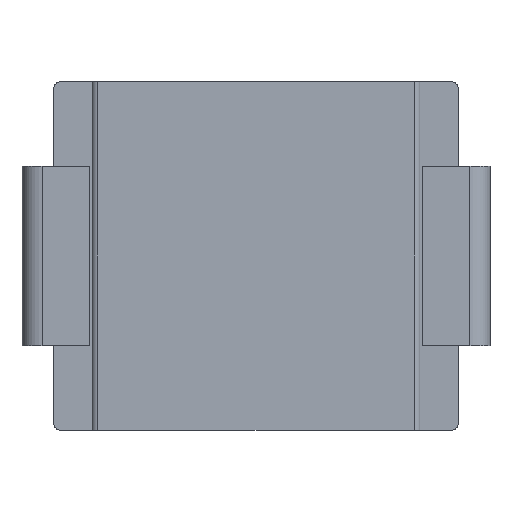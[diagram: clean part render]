
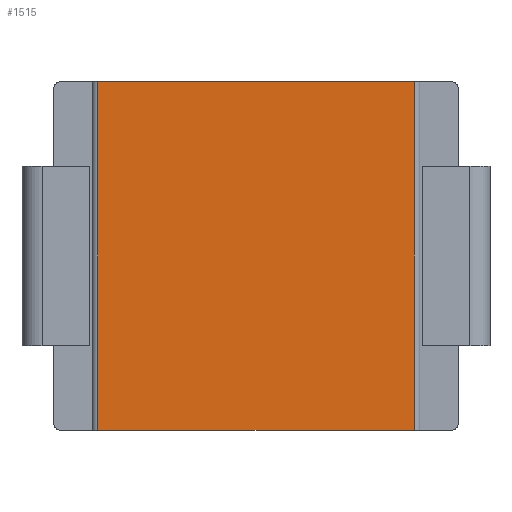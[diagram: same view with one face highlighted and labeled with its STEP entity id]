
A CAD part, front view. The second image highlights one B-rep face of the part: STEP entity #1515.
In plain terms, the highlighted planar face has unit normal (0, -1, 0).
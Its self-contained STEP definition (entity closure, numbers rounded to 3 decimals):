
#1196 = CARTESIAN_POINT ( 'NONE',  ( 2.683, 0.05, -2.953 ) ) ;
#1197 = VERTEX_POINT ( 'NONE', #1196 ) ;
#1205 = CARTESIAN_POINT ( 'NONE',  ( -2.683, 0.05, -2.953 ) ) ;
#1206 = VERTEX_POINT ( 'NONE', #1205 ) ;
#1207 = CARTESIAN_POINT ( 'NONE',  ( 2.78, 0.05, -2.953 ) ) ;
#1208 = DIRECTION ( 'NONE',  ( -1., 0., 0. ) ) ;
#1209 = VECTOR ( 'NONE', #1208, 1000. ) ;
#1210 = LINE ( 'NONE', #1207, #1209 ) ;
#1211 = EDGE_CURVE ( 'NONE', #1197, #1206, #1210, .T. ) ;
#1316 = CARTESIAN_POINT ( 'NONE',  ( 2.683, 0.05, 2.953 ) ) ;
#1317 = VERTEX_POINT ( 'NONE', #1316 ) ;
#1318 = CARTESIAN_POINT ( 'NONE',  ( -2.683, 0.05, 2.953 ) ) ;
#1319 = VERTEX_POINT ( 'NONE', #1318 ) ;
#1320 = CARTESIAN_POINT ( 'NONE',  ( 2.78, 0.05, 2.953 ) ) ;
#1321 = DIRECTION ( 'NONE',  ( -1., 0., 0. ) ) ;
#1322 = VECTOR ( 'NONE', #1321, 1000. ) ;
#1323 = LINE ( 'NONE', #1320, #1322 ) ;
#1324 = EDGE_CURVE ( 'NONE', #1317, #1319, #1323, .T. ) ;
#1494 = ORIENTED_EDGE ( 'NONE', *, *, #1211, .F. ) ;
#1495 = CARTESIAN_POINT ( 'NONE',  ( 2.683, 0.05, -2.953 ) ) ;
#1496 = DIRECTION ( 'NONE',  ( 0., 0., 1. ) ) ;
#1497 = VECTOR ( 'NONE', #1496, 1000. ) ;
#1498 = LINE ( 'NONE', #1495, #1497 ) ;
#1499 = EDGE_CURVE ( 'NONE', #1197, #1317, #1498, .T. ) ;
#1500 = ORIENTED_EDGE ( 'NONE', *, *, #1499, .T. ) ;
#1501 = ORIENTED_EDGE ( 'NONE', *, *, #1324, .T. ) ;
#1502 = CARTESIAN_POINT ( 'NONE',  ( -2.683, 0.05, -2.953 ) ) ;
#1503 = DIRECTION ( 'NONE',  ( 0., 0., -1. ) ) ;
#1504 = VECTOR ( 'NONE', #1503, 1000. ) ;
#1505 = LINE ( 'NONE', #1502, #1504 ) ;
#1506 = EDGE_CURVE ( 'NONE', #1319, #1206, #1505, .T. ) ;
#1507 = ORIENTED_EDGE ( 'NONE', *, *, #1506, .T. ) ;
#1508 = EDGE_LOOP ( 'NONE', ( #1494, #1500, #1501, #1507 ) ) ;
#1509 = FACE_OUTER_BOUND ( 'NONE', #1508, .T. ) ;
#1510 = CARTESIAN_POINT ( 'NONE',  ( 2.78, 0.05, -2.953 ) ) ;
#1511 = DIRECTION ( 'NONE',  ( 0., 1., 0. ) ) ;
#1512 = DIRECTION ( 'NONE',  ( -1., 0., 0. ) ) ;
#1513 = AXIS2_PLACEMENT_3D ( 'NONE', #1510, #1511, #1512 ) ;
#1514 = PLANE ( 'NONE', #1513 ) ;
#1515 = ADVANCED_FACE ( 'NONE', ( #1509 ), #1514, .F. ) ;
